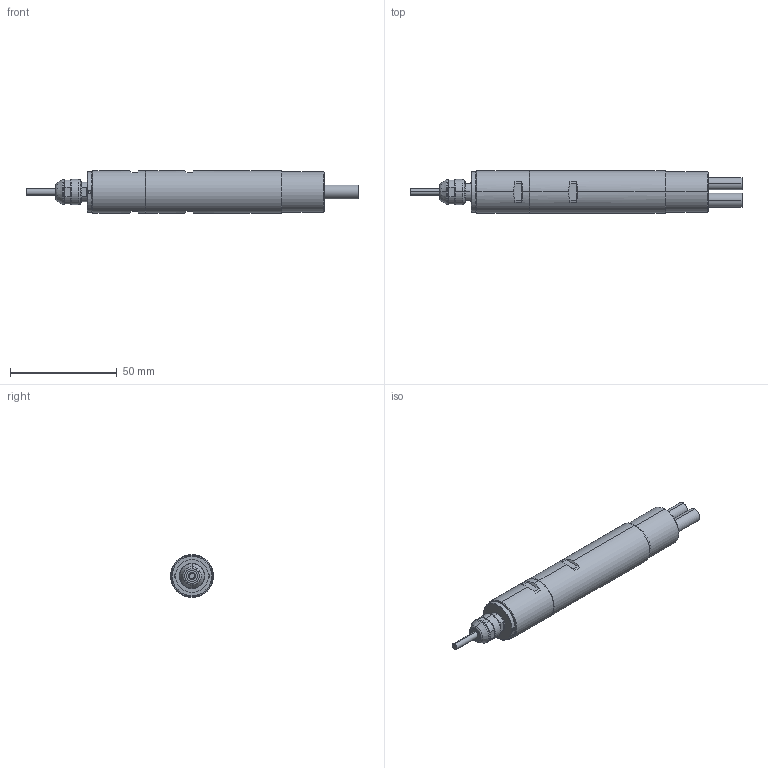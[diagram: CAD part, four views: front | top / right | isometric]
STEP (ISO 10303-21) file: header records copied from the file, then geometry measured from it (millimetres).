
FILE_DESCRIPTION (( 'STEP AP203' ), '1' );
FILE_NAME ('MSS-2030R.STEP', '2021-09-29T09:00:12', ( '' ), ( '' ), 'SwSTEP 2.0', 'SolidWorks 2017', '' );
FILE_SCHEMA (( 'CONFIG_CONTROL_DESIGN' ));
Length unit declared in the file: millimetre
Products named in the file (1): MSS-2030R
Bounding box: 155.27 x 20 x 20 mm (x, y, z)
Volume: 12775.8 mm3; surface area: 21756.8 mm2
Topology: 15 solids, 15 shells, 376 faces, 839 edges, 514 vertices
Faces by surface type: cylinder 132, plane 113, cone 104, bspline 27
Entity records: 15120 total; most frequent: CARTESIAN_POINT 6634, DIRECTION 1875, ORIENTED_EDGE 1672, EDGE_CURVE 836, AXIS2_PLACEMENT_3D 778, VERTEX_POINT 515, EDGE_LOOP 431, CIRCLE 428
